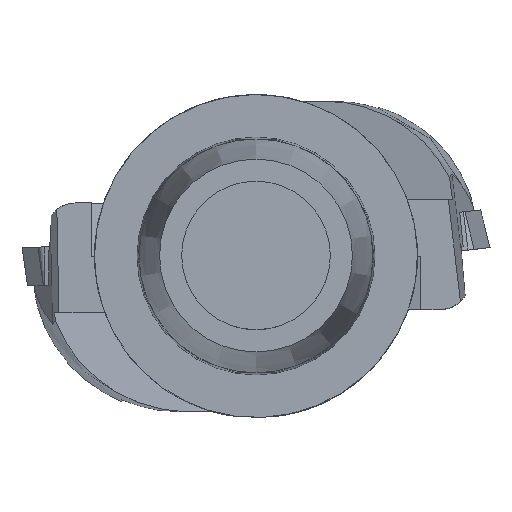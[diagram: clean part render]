
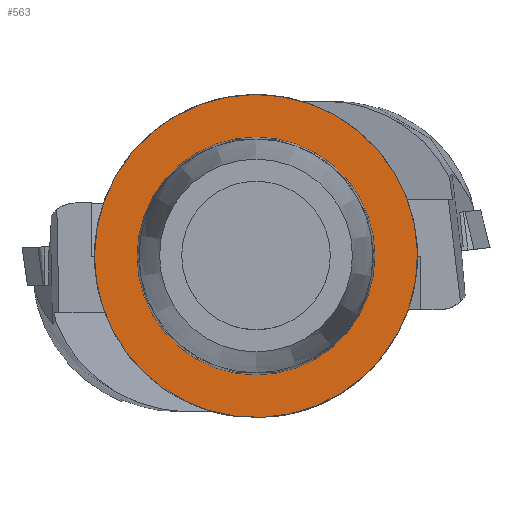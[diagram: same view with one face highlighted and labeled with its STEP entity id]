
A CAD part, top view. The second image highlights one B-rep face of the part: STEP entity #563.
In plain terms, the highlighted planar face has unit normal (0, 0, 1).
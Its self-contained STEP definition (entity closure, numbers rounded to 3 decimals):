
#298=FACE_BOUND('',#929,.T.);
#299=FACE_BOUND('',#930,.T.);
#399=PLANE('',#3662);
#563=ADVANCED_FACE('',(#298,#299),#399,.F.);
#929=EDGE_LOOP('',(#1798));
#930=EDGE_LOOP('',(#1799));
#1188=CIRCLE('',#3649,10.);
#1191=CIRCLE('',#3661,7.365);
#1798=ORIENTED_EDGE('',*,*,#2664,.T.);
#1799=ORIENTED_EDGE('',*,*,#2685,.F.);
#2273=VERTEX_POINT('',#5656);
#2294=VERTEX_POINT('',#5705);
#2664=EDGE_CURVE('',#2273,#2273,#1188,.T.);
#2685=EDGE_CURVE('',#2294,#2294,#1191,.T.);
#3649=AXIS2_PLACEMENT_3D('',#5655,#4273,#4274);
#3661=AXIS2_PLACEMENT_3D('',#5704,#4305,#4306);
#3662=AXIS2_PLACEMENT_3D('',#5706,#4307,#4308);
#4273=DIRECTION('',(0.,0.,1.));
#4274=DIRECTION('',(-1.,0.,0.));
#4305=DIRECTION('',(0.,0.,1.));
#4306=DIRECTION('',(-1.,0.,0.));
#4307=DIRECTION('',(0.,0.,-1.));
#4308=DIRECTION('',(0.,1.,0.));
#5655=CARTESIAN_POINT('',(0.,0.,0.));
#5656=CARTESIAN_POINT('',(-10.,0.,0.));
#5704=CARTESIAN_POINT('',(0.,0.,0.));
#5705=CARTESIAN_POINT('',(-7.365,0.,0.));
#5706=CARTESIAN_POINT('',(0.,9.65,0.));
